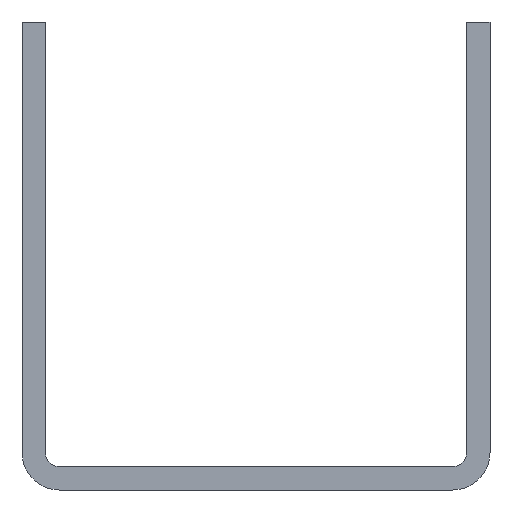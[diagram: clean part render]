
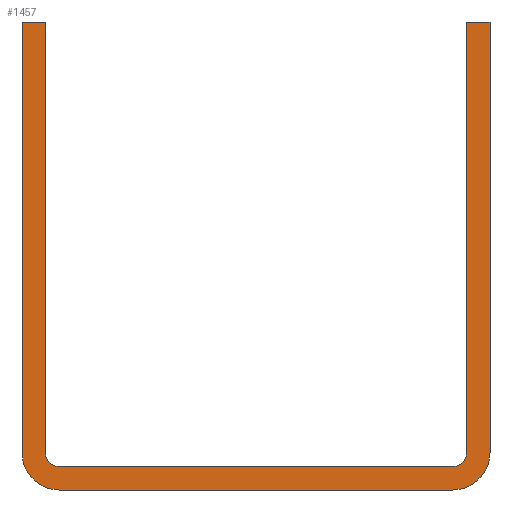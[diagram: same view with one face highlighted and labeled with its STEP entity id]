
A CAD part, front view. The second image highlights one B-rep face of the part: STEP entity #1457.
In plain terms, the highlighted planar face has unit normal (0, -1, 0).
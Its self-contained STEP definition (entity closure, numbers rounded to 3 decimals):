
#2=DIRECTION('',(0.,0.,-1.));
#3=VECTOR('',#2,46.);
#4=CARTESIAN_POINT('',(25.,0.,25.));
#5=LINE('',#4,#3);
#6=CARTESIAN_POINT('',(21.,0.,-21.));
#7=DIRECTION('',(0.,1.,0.));
#8=DIRECTION('',(1.,0.,0.));
#9=AXIS2_PLACEMENT_3D('',#6,#7,#8);
#11=DIRECTION('',(-1.,0.,0.));
#12=VECTOR('',#11,42.);
#13=CARTESIAN_POINT('',(21.,0.,-25.));
#14=LINE('',#13,#12);
#15=CARTESIAN_POINT('',(-21.,0.,-21.));
#16=DIRECTION('',(0.,1.,0.));
#17=DIRECTION('',(0.,0.,-1.));
#18=AXIS2_PLACEMENT_3D('',#15,#16,#17);
#20=DIRECTION('',(0.,0.,1.));
#21=VECTOR('',#20,46.);
#22=CARTESIAN_POINT('',(-25.,0.,-21.));
#23=LINE('',#22,#21);
#24=DIRECTION('',(1.,0.,0.));
#25=VECTOR('',#24,2.5);
#26=CARTESIAN_POINT('',(-25.,0.,25.));
#27=LINE('',#26,#25);
#28=DIRECTION('',(0.,0.,-1.));
#29=VECTOR('',#28,46.);
#30=CARTESIAN_POINT('',(-22.5,0.,25.));
#31=LINE('',#30,#29);
#32=CARTESIAN_POINT('',(-21.,0.,-21.));
#33=DIRECTION('',(0.,-1.,0.));
#34=DIRECTION('',(-1.,0.,0.));
#35=AXIS2_PLACEMENT_3D('',#32,#33,#34);
#37=DIRECTION('',(1.,0.,0.));
#38=VECTOR('',#37,42.);
#39=CARTESIAN_POINT('',(-21.,0.,-22.5));
#40=LINE('',#39,#38);
#41=CARTESIAN_POINT('',(21.,0.,-21.));
#42=DIRECTION('',(0.,-1.,0.));
#43=DIRECTION('',(0.,0.,-1.));
#44=AXIS2_PLACEMENT_3D('',#41,#42,#43);
#46=DIRECTION('',(0.,0.,1.));
#47=VECTOR('',#46,46.);
#48=CARTESIAN_POINT('',(22.5,0.,-21.));
#49=LINE('',#48,#47);
#50=DIRECTION('',(1.,0.,0.));
#51=VECTOR('',#50,2.5);
#52=CARTESIAN_POINT('',(22.5,0.,25.));
#53=LINE('',#52,#51);
#1090=CARTESIAN_POINT('',(25.,0.,25.));
#1091=CARTESIAN_POINT('',(25.,0.,-21.));
#1092=VERTEX_POINT('',#1090);
#1093=VERTEX_POINT('',#1091);
#1094=CARTESIAN_POINT('',(21.,0.,-25.));
#1095=VERTEX_POINT('',#1094);
#1096=CARTESIAN_POINT('',(-21.,0.,-25.));
#1097=VERTEX_POINT('',#1096);
#1098=CARTESIAN_POINT('',(-25.,0.,-21.));
#1099=VERTEX_POINT('',#1098);
#1100=CARTESIAN_POINT('',(-25.,0.,25.));
#1101=VERTEX_POINT('',#1100);
#1102=CARTESIAN_POINT('',(-22.5,0.,25.));
#1103=VERTEX_POINT('',#1102);
#1104=CARTESIAN_POINT('',(-22.5,0.,-21.));
#1105=VERTEX_POINT('',#1104);
#1106=CARTESIAN_POINT('',(-21.,0.,-22.5));
#1107=VERTEX_POINT('',#1106);
#1108=CARTESIAN_POINT('',(21.,0.,-22.5));
#1109=VERTEX_POINT('',#1108);
#1110=CARTESIAN_POINT('',(22.5,0.,-21.));
#1111=VERTEX_POINT('',#1110);
#1112=CARTESIAN_POINT('',(22.5,0.,25.));
#1113=VERTEX_POINT('',#1112);
#1426=CARTESIAN_POINT('',(0.,0.,0.));
#1427=DIRECTION('',(0.,1.,0.));
#1428=DIRECTION('',(1.,0.,0.));
#1429=AXIS2_PLACEMENT_3D('',#1426,#1427,#1428);
#1430=PLANE('',#1429);
#1432=ORIENTED_EDGE('',*,*,#1431,.T.);
#1434=ORIENTED_EDGE('',*,*,#1433,.T.);
#1436=ORIENTED_EDGE('',*,*,#1435,.T.);
#1438=ORIENTED_EDGE('',*,*,#1437,.T.);
#1440=ORIENTED_EDGE('',*,*,#1439,.T.);
#1442=ORIENTED_EDGE('',*,*,#1441,.T.);
#1444=ORIENTED_EDGE('',*,*,#1443,.T.);
#1446=ORIENTED_EDGE('',*,*,#1445,.T.);
#1448=ORIENTED_EDGE('',*,*,#1447,.T.);
#1450=ORIENTED_EDGE('',*,*,#1449,.T.);
#1452=ORIENTED_EDGE('',*,*,#1451,.T.);
#1454=ORIENTED_EDGE('',*,*,#1453,.T.);
#1455=EDGE_LOOP('',(#1432,#1434,#1436,#1438,#1440,#1442,#1444,#1446,#1448,#1450,
#1452,#1454));
#1456=FACE_OUTER_BOUND('',#1455,.F.);
#1457=ADVANCED_FACE('',(#1456),#1430,.F.);
#10=CIRCLE('',#9,4.);
#19=CIRCLE('',#18,4.);
#36=CIRCLE('',#35,1.5);
#45=CIRCLE('',#44,1.5);
#1431=EDGE_CURVE('',#1092,#1093,#5,.T.);
#1433=EDGE_CURVE('',#1093,#1095,#10,.T.);
#1435=EDGE_CURVE('',#1095,#1097,#14,.T.);
#1437=EDGE_CURVE('',#1097,#1099,#19,.T.);
#1439=EDGE_CURVE('',#1099,#1101,#23,.T.);
#1441=EDGE_CURVE('',#1101,#1103,#27,.T.);
#1443=EDGE_CURVE('',#1103,#1105,#31,.T.);
#1445=EDGE_CURVE('',#1105,#1107,#36,.T.);
#1447=EDGE_CURVE('',#1107,#1109,#40,.T.);
#1449=EDGE_CURVE('',#1109,#1111,#45,.T.);
#1451=EDGE_CURVE('',#1111,#1113,#49,.T.);
#1453=EDGE_CURVE('',#1113,#1092,#53,.T.);
